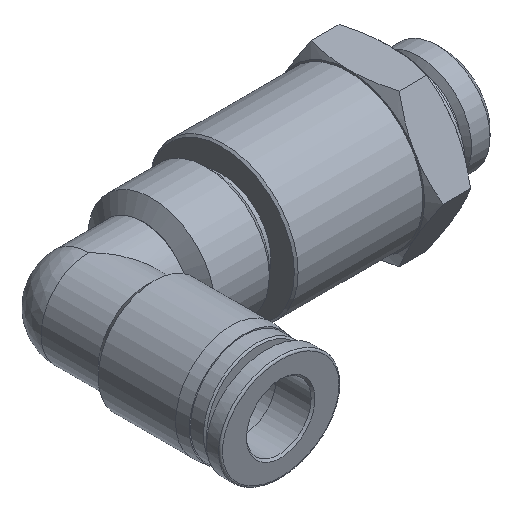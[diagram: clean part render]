
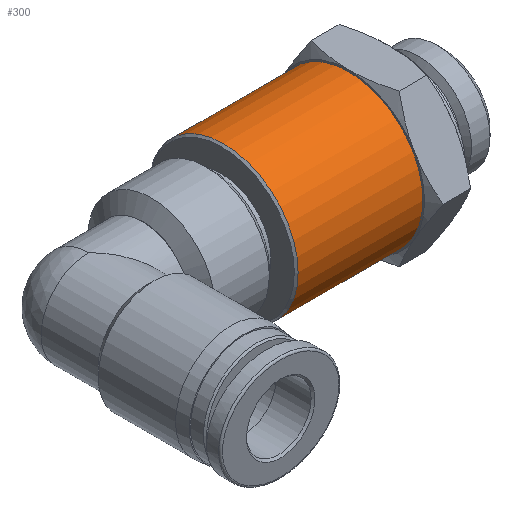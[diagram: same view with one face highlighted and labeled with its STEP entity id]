
A CAD part, isometric view. The second image highlights one B-rep face of the part: STEP entity #300.
In plain terms, the highlighted cylindrical face has radius 11.75 mm (diameter 23.5 mm), a full revolution.
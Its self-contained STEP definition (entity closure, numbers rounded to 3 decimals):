
#257=CARTESIAN_POINT('',(0.3,11.75,0.));
#258=VERTEX_POINT('',#257);
#259=CARTESIAN_POINT('',(0.3,0.,0.0));
#260=DIRECTION('',(-1.0,0.0,0.0));
#261=DIRECTION('',(0.0,-1.0,0.0));
#262=AXIS2_PLACEMENT_3D('',#259,#260,#261);
#263=CIRCLE('',#262,11.75);
#264=EDGE_CURVE('',#258,#258,#263,.T.);
#281=CARTESIAN_POINT('',(10.,0.,0.0));
#282=DIRECTION('',(1.0,0.,0.0));
#283=DIRECTION('',(0.0,1.0,0.0));
#284=AXIS2_PLACEMENT_3D('',#281,#282,#283);
#285=CYLINDRICAL_SURFACE('',#284,11.75);
#286=CARTESIAN_POINT('',(20.,11.75,0.0));
#287=VERTEX_POINT('',#286);
#288=CARTESIAN_POINT('',(20.,0.,0.0));
#289=DIRECTION('',(1.0,0.0,0.0));
#290=DIRECTION('',(0.0,1.0,0.0));
#291=AXIS2_PLACEMENT_3D('',#288,#289,#290);
#292=CIRCLE('',#291,11.75);
#293=EDGE_CURVE('',#287,#287,#292,.T.);
#294=ORIENTED_EDGE('',*,*,#293,.F.);
#295=EDGE_LOOP('',(#294));
#296=FACE_OUTER_BOUND('',#295,.T.);
#297=ORIENTED_EDGE('',*,*,#264,.F.);
#298=EDGE_LOOP('',(#297));
#299=FACE_BOUND('',#298,.T.);
#300=ADVANCED_FACE('',(#296,#299),#285,.T.);
